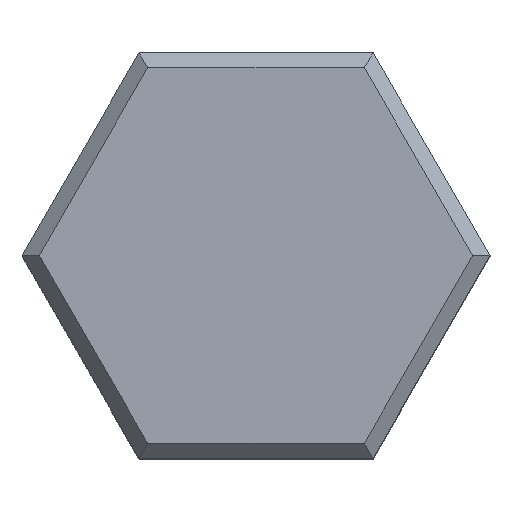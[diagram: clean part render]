
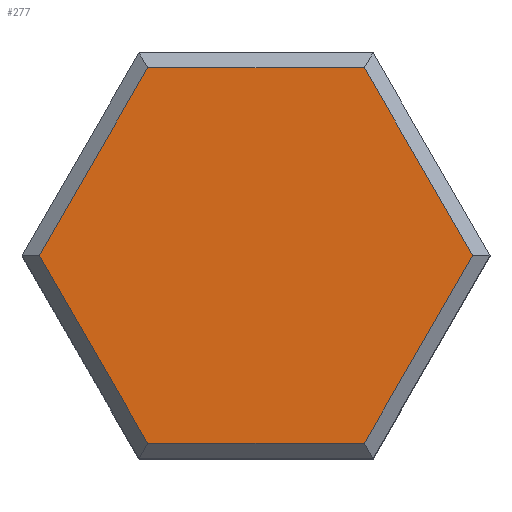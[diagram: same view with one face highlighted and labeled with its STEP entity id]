
A CAD part, top view. The second image highlights one B-rep face of the part: STEP entity #277.
In plain terms, the highlighted planar face has unit normal (0, 0, 1).
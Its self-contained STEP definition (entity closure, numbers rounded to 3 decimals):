
#28=FACE_OUTER_BOUND('',#45,.T.);
#45=EDGE_LOOP('',(#216,#217,#218,#219,#220,#221));
#54=LINE('',#396,#88);
#58=LINE('',#404,#92);
#62=LINE('',#412,#96);
#65=LINE('',#418,#99);
#68=LINE('',#424,#102);
#71=LINE('',#428,#105);
#88=VECTOR('',#322,10.);
#92=VECTOR('',#328,10.);
#96=VECTOR('',#334,10.);
#99=VECTOR('',#339,10.);
#102=VECTOR('',#344,10.);
#105=VECTOR('',#349,10.);
#122=VERTEX_POINT('',#394);
#123=VERTEX_POINT('',#395);
#126=VERTEX_POINT('',#403);
#129=VERTEX_POINT('',#411);
#131=VERTEX_POINT('',#417);
#133=VERTEX_POINT('',#423);
#144=EDGE_CURVE('',#122,#123,#54,.T.);
#148=EDGE_CURVE('',#123,#126,#58,.T.);
#152=EDGE_CURVE('',#126,#129,#62,.T.);
#155=EDGE_CURVE('',#129,#131,#65,.T.);
#158=EDGE_CURVE('',#131,#133,#68,.T.);
#161=EDGE_CURVE('',#133,#122,#71,.T.);
#216=ORIENTED_EDGE('',*,*,#144,.F.);
#217=ORIENTED_EDGE('',*,*,#161,.F.);
#218=ORIENTED_EDGE('',*,*,#158,.F.);
#219=ORIENTED_EDGE('',*,*,#155,.F.);
#220=ORIENTED_EDGE('',*,*,#152,.F.);
#221=ORIENTED_EDGE('',*,*,#148,.F.);
#261=PLANE('',#308);
#277=ADVANCED_FACE('',(#28),#261,.F.);
#308=AXIS2_PLACEMENT_3D('',#443,#363,#364);
#322=DIRECTION('',(0.5,-0.866,0.));
#328=DIRECTION('',(-0.5,-0.866,0.));
#334=DIRECTION('',(-1.,0.,0.));
#339=DIRECTION('',(-0.5,0.866,0.));
#344=DIRECTION('',(0.5,0.866,0.));
#349=DIRECTION('',(1.,0.,0.));
#363=DIRECTION('center_axis',(0.,0.,-1.));
#364=DIRECTION('ref_axis',(-1.,0.,0.));
#394=CARTESIAN_POINT('',(3.611,-33.745,65.079));
#395=CARTESIAN_POINT('',(7.223,-40.,65.079));
#396=CARTESIAN_POINT('',(4.442,-35.184,65.079));
#403=CARTESIAN_POINT('',(3.611,-46.255,65.079));
#404=CARTESIAN_POINT('',(6.392,-41.439,65.079));
#411=CARTESIAN_POINT('',(-3.611,-46.255,65.079));
#412=CARTESIAN_POINT('',(1.95,-46.255,65.079));
#417=CARTESIAN_POINT('',(-7.223,-40.,65.079));
#418=CARTESIAN_POINT('',(-4.442,-44.816,65.079));
#423=CARTESIAN_POINT('',(-3.611,-33.745,65.079));
#424=CARTESIAN_POINT('',(-6.392,-38.561,65.079));
#428=CARTESIAN_POINT('',(-1.95,-33.745,65.079));
#443=CARTESIAN_POINT('Origin',(0.,-40.,
65.079));
